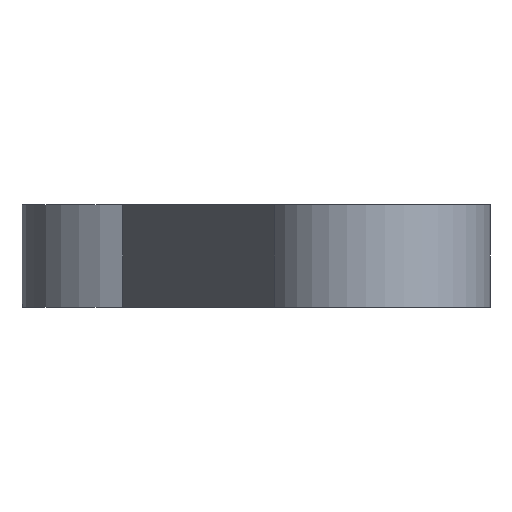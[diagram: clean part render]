
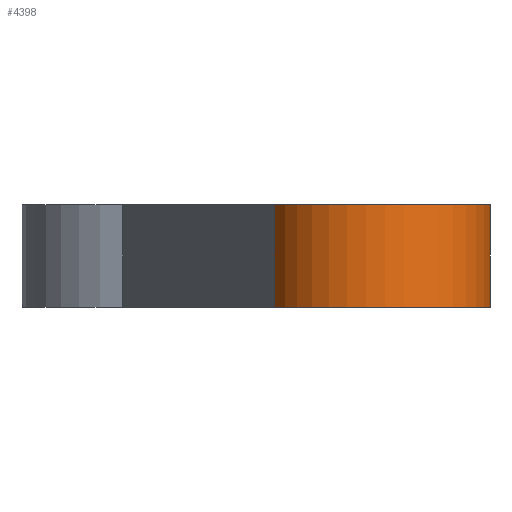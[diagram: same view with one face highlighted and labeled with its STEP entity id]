
A CAD part, left-side view. The second image highlights one B-rep face of the part: STEP entity #4398.
In plain terms, the highlighted cylindrical face has radius 28 mm (diameter 56 mm), a partial arc.
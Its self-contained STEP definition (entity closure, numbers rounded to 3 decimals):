
#65=CARTESIAN_POINT('',(-90.,-51.5,-12.5));
#66=DIRECTION('',(0.,0.,1.));
#67=DIRECTION('',(-0.469,0.883,0.));
#68=AXIS2_PLACEMENT_3D('',#65,#66,#67);
#149=CARTESIAN_POINT('',(-90.,-51.5,12.5));
#150=DIRECTION('',(0.,0.,1.));
#151=DIRECTION('',(-0.469,0.883,0.));
#152=AXIS2_PLACEMENT_3D('',#149,#150,#151);
#1022=DIRECTION('',(0.,0.,1.));
#1023=VECTOR('',#1022,25.);
#1024=CARTESIAN_POINT('',(-85.138,-79.075,-12.5));
#1025=LINE('',#1024,#1023);
#1026=DIRECTION('',(0.,0.,1.));
#1027=VECTOR('',#1026,25.);
#1028=CARTESIAN_POINT('',(-103.145,-26.777,-12.5));
#1029=LINE('',#1028,#1027);
#2793=CARTESIAN_POINT('',(-103.145,-26.777,-12.5));
#2795=VERTEX_POINT('',#2793);
#2796=CARTESIAN_POINT('',(-85.138,-79.075,-12.5));
#2797=VERTEX_POINT('',#2796);
#2799=CARTESIAN_POINT('',(-103.145,-26.777,12.5));
#2801=VERTEX_POINT('',#2799);
#2802=CARTESIAN_POINT('',(-85.138,-79.075,12.5));
#2803=VERTEX_POINT('',#2802);
#4386=CARTESIAN_POINT('',(-90.,-51.5,-12.5));
#4387=DIRECTION('',(0.,0.,1.));
#4388=DIRECTION('',(1.,0.,0.));
#4389=AXIS2_PLACEMENT_3D('',#4386,#4387,#4388);
#4390=CYLINDRICAL_SURFACE('',#4389,28.);
#4391=ORIENTED_EDGE('',*,*,#3717,.F.);
#4393=ORIENTED_EDGE('',*,*,#4392,.T.);
#4394=ORIENTED_EDGE('',*,*,#3818,.T.);
#4395=ORIENTED_EDGE('',*,*,#4380,.F.);
#4396=EDGE_LOOP('',(#4391,#4393,#4394,#4395));
#4397=FACE_OUTER_BOUND('',#4396,.F.);
#4398=ADVANCED_FACE('',(#4397),#4390,.T.);
#69=CIRCLE('',#68,28.);
#153=CIRCLE('',#152,28.);
#3717=EDGE_CURVE('',#2795,#2797,#69,.T.);
#3818=EDGE_CURVE('',#2801,#2803,#153,.T.);
#4380=EDGE_CURVE('',#2797,#2803,#1025,.T.);
#4392=EDGE_CURVE('',#2795,#2801,#1029,.T.);
